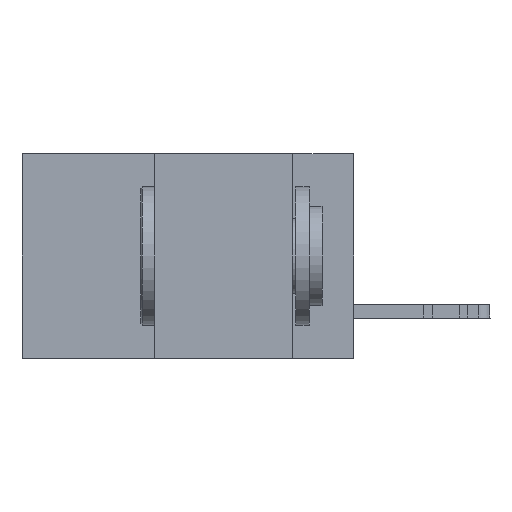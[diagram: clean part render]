
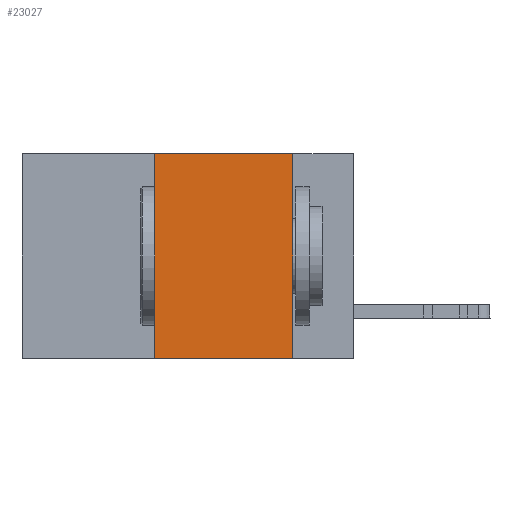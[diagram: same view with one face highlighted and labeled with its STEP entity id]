
A CAD part, left-side view. The second image highlights one B-rep face of the part: STEP entity #23027.
In plain terms, the highlighted planar face has unit normal (-1, 0, 0).
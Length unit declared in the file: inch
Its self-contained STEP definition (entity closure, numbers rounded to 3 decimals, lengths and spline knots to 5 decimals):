
#1043 = CARTESIAN_POINT ( 'NONE',  ( 0., 0.6, -0.37 ) ) ;
#2318 = DIRECTION ( 'NONE',  ( 0., -1., 0. ) ) ;
#3084 = CARTESIAN_POINT ( 'NONE',  ( 0., 0.36, 0. ) ) ;
#3756 = CARTESIAN_POINT ( 'NONE',  ( 0., 0.11, -0.37 ) ) ;
#5140 = LINE ( 'NONE', #14072, #38224 ) ;
#6507 = LINE ( 'NONE', #1043, #46488 ) ;
#7189 = DIRECTION ( 'NONE',  ( 0., 0., 1. ) ) ;
#8268 = EDGE_CURVE ( 'NONE', #30256, #48816, #25521, .T. ) ;
#10674 = EDGE_CURVE ( 'NONE', #14695, #17719, #5140, .T. ) ;
#12458 = CARTESIAN_POINT ( 'NONE',  ( 0., 0.36, -0.37 ) ) ;
#14072 = CARTESIAN_POINT ( 'NONE',  ( 0., 0.11, 0. ) ) ;
#14695 = VERTEX_POINT ( 'NONE', #21105 ) ;
#15215 = EDGE_CURVE ( 'NONE', #48816, #14695, #22063, .T. ) ;
#15930 = VECTOR ( 'NONE', #7189, 39.37008 ) ;
#16212 = ORIENTED_EDGE ( 'NONE', *, *, #15215, .F. ) ;
#17719 = VERTEX_POINT ( 'NONE', #3756 ) ;
#21105 = CARTESIAN_POINT ( 'NONE',  ( 0., 0.11, 0. ) ) ;
#22063 = LINE ( 'NONE', #40377, #48353 ) ;
#23027 = ADVANCED_FACE ( 'NONE', ( #25268 ), #24485, .F. ) ;
#24303 = CARTESIAN_POINT ( 'NONE',  ( 0., 0.6, 0. ) ) ;
#24485 = PLANE ( 'NONE',  #45073 ) ;
#25268 = FACE_OUTER_BOUND ( 'NONE', #32542, .T. ) ;
#25521 = LINE ( 'NONE', #3084, #15930 ) ;
#27935 = DIRECTION ( 'NONE',  ( 0., -1., 0. ) ) ;
#30256 = VERTEX_POINT ( 'NONE', #12458 ) ;
#30958 = DIRECTION ( 'NONE',  ( 0., 0., -1. ) ) ;
#31502 = EDGE_CURVE ( 'NONE', #30256, #17719, #6507, .T. ) ;
#32542 = EDGE_LOOP ( 'NONE', ( #38659, #16212, #46098, #34911 ) ) ;
#34911 = ORIENTED_EDGE ( 'NONE', *, *, #31502, .T. ) ;
#38224 = VECTOR ( 'NONE', #44670, 39.37008 ) ;
#38659 = ORIENTED_EDGE ( 'NONE', *, *, #10674, .F. ) ;
#39316 = CARTESIAN_POINT ( 'NONE',  ( 0., 0.36, 0. ) ) ;
#39610 = DIRECTION ( 'NONE',  ( 1., 0., 0. ) ) ;
#40377 = CARTESIAN_POINT ( 'NONE',  ( 0., 0.6, 0. ) ) ;
#44670 = DIRECTION ( 'NONE',  ( 0., 0., -1. ) ) ;
#45073 = AXIS2_PLACEMENT_3D ( 'NONE', #24303, #39610, #30958 ) ;
#46098 = ORIENTED_EDGE ( 'NONE', *, *, #8268, .F. ) ;
#46488 = VECTOR ( 'NONE', #27935, 39.37008 ) ;
#48353 = VECTOR ( 'NONE', #2318, 39.37008 ) ;
#48816 = VERTEX_POINT ( 'NONE', #39316 ) ;
